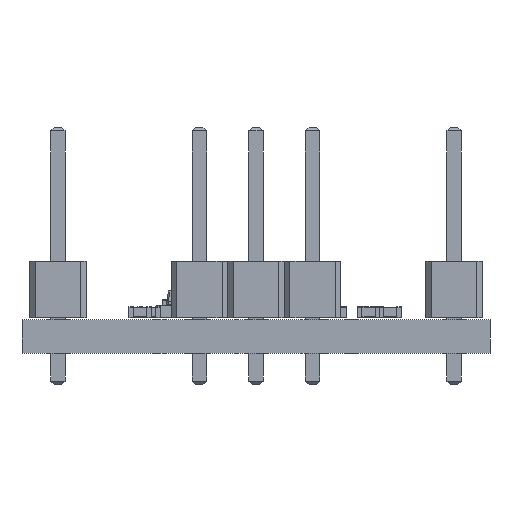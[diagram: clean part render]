
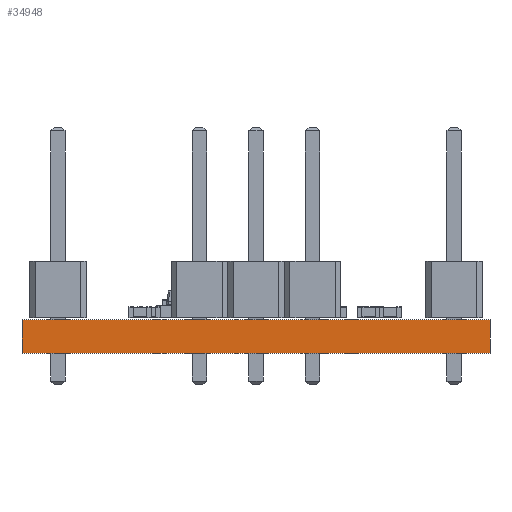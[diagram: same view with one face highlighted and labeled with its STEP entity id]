
A CAD part, front view. The second image highlights one B-rep face of the part: STEP entity #34948.
In plain terms, the highlighted planar face has unit normal (0, -1, 0).
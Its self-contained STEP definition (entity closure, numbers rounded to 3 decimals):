
#34948 = ADVANCED_FACE('',(#34949),#34983,.T.);
#34949 = FACE_BOUND('',#34950,.T.);
#34950 = EDGE_LOOP('',(#34951,#34961,#34969,#34977));
#34951 = ORIENTED_EDGE('',*,*,#34952,.T.);
#34952 = EDGE_CURVE('',#34953,#34955,#34957,.T.);
#34953 = VERTEX_POINT('',#34954);
#34954 = CARTESIAN_POINT('',(110.5,-75.5,0.));
#34955 = VERTEX_POINT('',#34956);
#34956 = CARTESIAN_POINT('',(110.5,-75.5,1.51));
#34957 = LINE('',#34958,#34959);
#34958 = CARTESIAN_POINT('',(110.5,-75.5,0.));
#34959 = VECTOR('',#34960,1.);
#34960 = DIRECTION('',(0.,0.,1.));
#34961 = ORIENTED_EDGE('',*,*,#34962,.T.);
#34962 = EDGE_CURVE('',#34955,#34963,#34965,.T.);
#34963 = VERTEX_POINT('',#34964);
#34964 = CARTESIAN_POINT('',(89.5,-75.5,1.51));
#34965 = LINE('',#34966,#34967);
#34966 = CARTESIAN_POINT('',(110.5,-75.5,1.51));
#34967 = VECTOR('',#34968,1.);
#34968 = DIRECTION('',(-1.,0.,0.));
#34969 = ORIENTED_EDGE('',*,*,#34970,.F.);
#34970 = EDGE_CURVE('',#34971,#34963,#34973,.T.);
#34971 = VERTEX_POINT('',#34972);
#34972 = CARTESIAN_POINT('',(89.5,-75.5,0.));
#34973 = LINE('',#34974,#34975);
#34974 = CARTESIAN_POINT('',(89.5,-75.5,0.));
#34975 = VECTOR('',#34976,1.);
#34976 = DIRECTION('',(0.,0.,1.));
#34977 = ORIENTED_EDGE('',*,*,#34978,.F.);
#34978 = EDGE_CURVE('',#34953,#34971,#34979,.T.);
#34979 = LINE('',#34980,#34981);
#34980 = CARTESIAN_POINT('',(110.5,-75.5,0.));
#34981 = VECTOR('',#34982,1.);
#34982 = DIRECTION('',(-1.,0.,0.));
#34983 = PLANE('',#34984);
#34984 = AXIS2_PLACEMENT_3D('',#34985,#34986,#34987);
#34985 = CARTESIAN_POINT('',(110.5,-75.5,0.));
#34986 = DIRECTION('',(0.,-1.,0.));
#34987 = DIRECTION('',(-1.,0.,0.));
